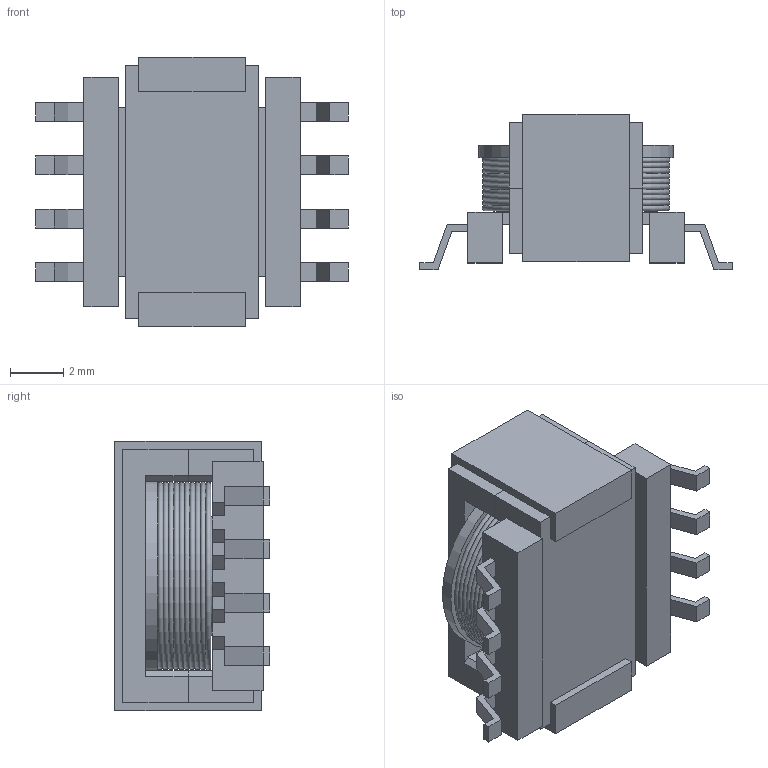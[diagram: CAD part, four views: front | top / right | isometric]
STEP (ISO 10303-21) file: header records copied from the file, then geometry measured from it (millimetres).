
FILE_DESCRIPTION(/* description */ ('STEP AP214'),/* implementation_level */ '2;1');
FILE_NAME(/* name */ '05820014-1.stp',/* time_stamp */ '2024-03-21T14:45:11+01:00',/* author */ ('mt'),/* organization */ (''),/* preprocessor_version */ 'ST-DEVELOPER v20',/* originating_system */ 'Autodesk Inventor 2024',/* authorisation */ '');
FILE_SCHEMA (('CONFIG_CONTROL_DESIGN'));
Length unit declared in the file: millimetre
Products named in the file (5): ER9,5 / CPVS-ER9,5-1S-8P-Z; ER9.5-K-1S-8P-CPVS; Uzwojenie; ER 9,5; ER9,5 clamp
Assembly tree (14 placements, depth 2):
  ER9,5 / CPVS-ER9,5-1S-8P-Z
    ER9.5-K-1S-8P-CPVS
    Uzwojenie  x10
    ER 9,5  x2
    ER9,5 clamp
Bounding box: 11.7 x 5.82 x 10.1 mm (x, y, z)
Volume: 302.5 mm3; surface area: 1428.6 mm2
Topology: 24 solids, 24 shells, 359 faces, 897 edges, 590 vertices
Faces by surface type: plane 288, bspline 40, torus 20, cylinder 11
Full cylindrical faces by diameter (mm): 3.5 x2, 3.6 x1, 4.45 x1, 7.3 x1
Entity records: 9902 total; most frequent: CARTESIAN_POINT 2155, ORIENTED_EDGE 1584, DIRECTION 1300, EDGE_CURVE 792, LINE 690, VECTOR 690, VERTEX_POINT 520, EDGE_LOOP 314
